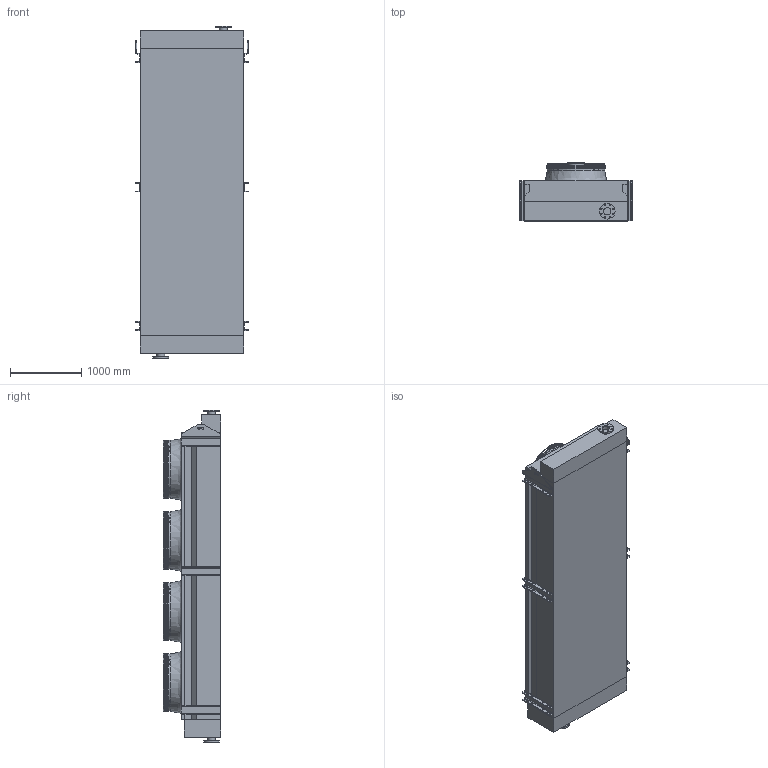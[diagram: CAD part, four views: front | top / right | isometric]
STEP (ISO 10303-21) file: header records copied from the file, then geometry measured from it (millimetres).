
FILE_DESCRIPTION (( 'STEP AP203' ), '1' );
FILE_NAME ('BOC__04C_I.STEP', '2017-03-24T09:47:04', ( 'Alfa Laval' ), ( 'Alfa Laval' ), 'SwSTEP 2.0', 'SolidWorks 2016', '' );
FILE_SCHEMA (( 'CONFIG_CONTROL_DESIGN' ));
Length unit declared in the file: millimetre
Products named in the file (4): BOFE_I_LIGHT_BOC4C; BOFA_LIGHT_�800; BOC__04C_I; BO_ON BOARD_LIGHT_BOCF_36T_C_4M
Assembly tree (6 placements, depth 2):
  BOC__04C_I
    BO_ON BOARD_LIGHT_BOCF_36T_C_4M
    BOFE_I_LIGHT_BOC4C
    BOFA_LIGHT_�800  x4
Bounding box: 1580 x 812 x 4670 mm (x, y, z)
Volume: 3898931040.3 mm3; surface area: 31364217.3 mm2
Topology: 85 solids, 89 shells, 1090 faces, 2665 edges, 1775 vertices
Faces by surface type: plane 460, cylinder 390, torus 212, cone 24, bspline 4
Full cylindrical faces by diameter (mm): 18 x16, 25 x20, 30 x4, 103 x2, 108 x2, 220 x2, 228 x4, 236 x4, 262.56 x4, 276 x4, 308 x4, 328 x4, 405 x4, 425 x4, 502 x4, 522 x4, 599 x4, 619 x4, 696 x4, 716 x4, 793 x4, 812 x4
Entity records: 20411 total; most frequent: CARTESIAN_POINT 5954, DIRECTION 2997, ORIENTED_EDGE 2682, EDGE_CURVE 1341, AXIS2_PLACEMENT_3D 1158, VERTEX_POINT 937, EDGE_LOOP 838, VECTOR 681
